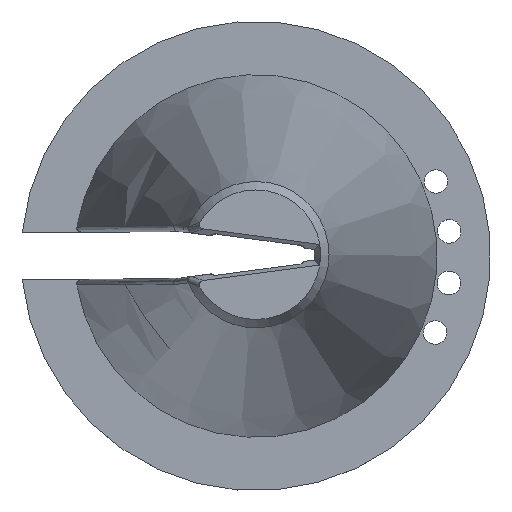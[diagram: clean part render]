
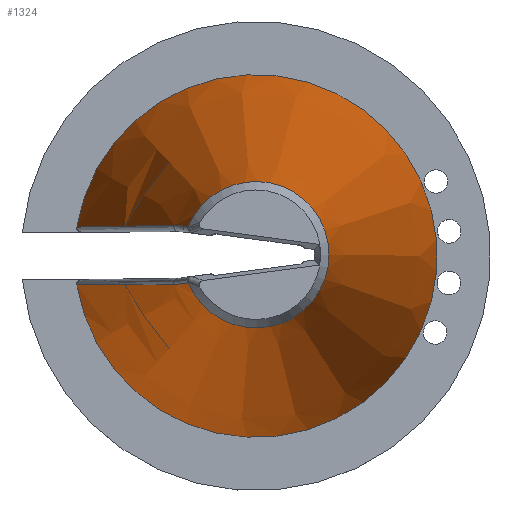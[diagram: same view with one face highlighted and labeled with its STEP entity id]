
A CAD part, top view. The second image highlights one B-rep face of the part: STEP entity #1324.
In plain terms, the highlighted conical face has half-angle 8.531 degrees and reference radius 24.765 mm.
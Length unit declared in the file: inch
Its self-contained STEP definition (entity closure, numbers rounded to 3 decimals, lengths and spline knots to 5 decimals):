
#19=CONICAL_SURFACE('',#1409,0.975,0.149);
#190=FACE_OUTER_BOUND('',#266,.T.);
#266=EDGE_LOOP('',(#1004,#1005,#1006,#1007,#1008,#1009));
#334=CIRCLE('',#1408,0.38983);
#335=CIRCLE('',#1410,0.96563);
#419=B_SPLINE_CURVE_WITH_KNOTS('',3,(#2358,#2359,#2360,#2361),
 .UNSPECIFIED.,.F.,.F.,(4,4),(-1.22767,0.02783),
 .UNSPECIFIED.);
#425=B_SPLINE_CURVE_WITH_KNOTS('',3,(#2468,#2469,#2470,#2471,#2472),
 .UNSPECIFIED.,.F.,.F.,(4,1,4),(-9.9314,-6.24152,-1.32142),
 .UNSPECIFIED.);
#430=B_SPLINE_CURVE_WITH_KNOTS('',3,(#2554,#2555,#2556,#2557),
 .UNSPECIFIED.,.F.,.F.,(4,4),(-0.02783,1.22767),
 .UNSPECIFIED.);
#431=B_SPLINE_CURVE_WITH_KNOTS('',3,(#2561,#2562,#2563,#2564,#2565),
 .UNSPECIFIED.,.F.,.F.,(4,1,4),(-8.82568,-3.9056,-0.2157),
 .UNSPECIFIED.);
#583=VERTEX_POINT('',#2274);
#584=VERTEX_POINT('',#2279);
#587=VERTEX_POINT('',#2357);
#591=VERTEX_POINT('',#2435);
#592=VERTEX_POINT('',#2467);
#595=VERTEX_POINT('',#2559);
#742=EDGE_CURVE('',#583,#584,#334,.T.);
#747=EDGE_CURVE('',#584,#587,#419,.T.);
#753=EDGE_CURVE('',#591,#592,#425,.T.);
#758=EDGE_CURVE('',#592,#583,#430,.T.);
#759=EDGE_CURVE('',#595,#591,#335,.T.);
#760=EDGE_CURVE('',#587,#595,#431,.T.);
#1004=ORIENTED_EDGE('',*,*,#758,.F.);
#1005=ORIENTED_EDGE('',*,*,#753,.F.);
#1006=ORIENTED_EDGE('',*,*,#759,.F.);
#1007=ORIENTED_EDGE('',*,*,#760,.F.);
#1008=ORIENTED_EDGE('',*,*,#747,.F.);
#1009=ORIENTED_EDGE('',*,*,#742,.F.);
#1324=ADVANCED_FACE('',(#190),#19,.T.);
#1408=AXIS2_PLACEMENT_3D('',#2280,#1461,#1462);
#1409=AXIS2_PLACEMENT_3D('',#2558,#1463,#1464);
#1410=AXIS2_PLACEMENT_3D('',#2560,#1465,#1466);
#1461=DIRECTION('center_axis',(0.,0.,1.));
#1462=DIRECTION('ref_axis',(1.,0.,0.));
#1463=DIRECTION('center_axis',(0.,0.,-1.));
#1464=DIRECTION('ref_axis',(1.,0.,0.));
#1465=DIRECTION('center_axis',(0.,0.,-1.));
#1466=DIRECTION('ref_axis',(1.,0.,0.));
#2274=CARTESIAN_POINT('',(-0.36003,-0.14949,3.90111));
#2279=CARTESIAN_POINT('',(-0.36003,0.14949,3.90111));
#2280=CARTESIAN_POINT('Origin',(0.,0.,3.90111));
#2357=CARTESIAN_POINT('',(-0.43516,0.15846,3.4126));
#2358=CARTESIAN_POINT('Ctrl Pts',(-0.36003,0.14949,
3.90111));
#2359=CARTESIAN_POINT('Ctrl Pts',(-0.38525,0.15243,
3.73829));
#2360=CARTESIAN_POINT('Ctrl Pts',(-0.41026,0.15543,
3.57545));
#2361=CARTESIAN_POINT('Ctrl Pts',(-0.43516,0.15846,
3.4126));
#2435=CARTESIAN_POINT('',(-0.95328,-0.15394,0.0625));
#2467=CARTESIAN_POINT('',(-0.43516,-0.15846,3.4126));
#2468=CARTESIAN_POINT('Ctrl Pts',(-0.95328,-0.15394,
0.0625));
#2469=CARTESIAN_POINT('Ctrl Pts',(-0.88049,-0.15424,
0.54124));
#2470=CARTESIAN_POINT('Ctrl Pts',(-0.70989,-0.15515,
1.65824));
#2471=CARTESIAN_POINT('Ctrl Pts',(-0.53761,-0.15661,
2.77499));
#2472=CARTESIAN_POINT('Ctrl Pts',(-0.43516,-0.15846,
3.4126));
#2554=CARTESIAN_POINT('Ctrl Pts',(-0.43516,-0.15846,
3.4126));
#2555=CARTESIAN_POINT('Ctrl Pts',(-0.41026,-0.15543,
3.57545));
#2556=CARTESIAN_POINT('Ctrl Pts',(-0.38525,-0.15243,
3.73829));
#2557=CARTESIAN_POINT('Ctrl Pts',(-0.36003,-0.14949,
3.90111));
#2558=CARTESIAN_POINT('Origin',(0.,0.,0.));
#2559=CARTESIAN_POINT('',(-0.95328,0.15394,0.0625));
#2560=CARTESIAN_POINT('Origin',(0.,0.,0.0625));
#2561=CARTESIAN_POINT('Ctrl Pts',(-0.43516,0.15846,
3.4126));
#2562=CARTESIAN_POINT('Ctrl Pts',(-0.53761,0.15661,2.77499));
#2563=CARTESIAN_POINT('Ctrl Pts',(-0.70989,0.15515,
1.65824));
#2564=CARTESIAN_POINT('Ctrl Pts',(-0.88048,0.15424,
0.54124));
#2565=CARTESIAN_POINT('Ctrl Pts',(-0.95328,0.15394,
0.0625));
